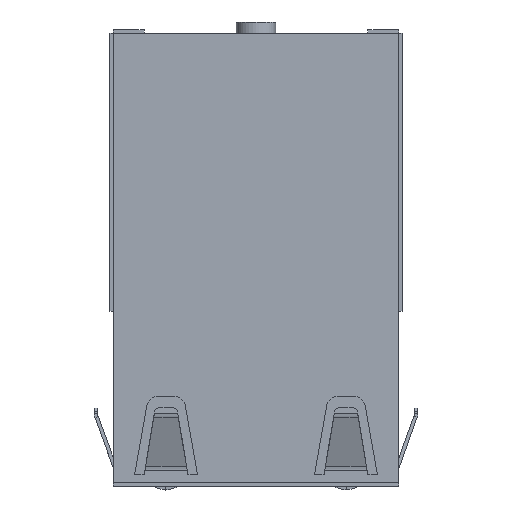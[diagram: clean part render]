
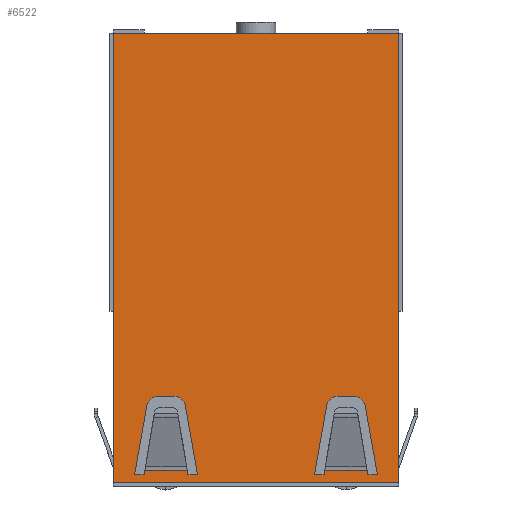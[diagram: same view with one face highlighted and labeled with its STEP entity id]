
A CAD part, top view. The second image highlights one B-rep face of the part: STEP entity #6522.
In plain terms, the highlighted free-form (B-spline) face has degree [1, 1] with [2, 2] control points.
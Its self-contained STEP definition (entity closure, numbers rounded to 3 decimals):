
#5376=CARTESIAN_POINT('',(-3.342,-21.67,7.378));
#5377=VERTEX_POINT('',#5376);
#5378=CARTESIAN_POINT('',(-3.89,-21.67,7.378));
#5379=VERTEX_POINT('',#5378);
#5380=CARTESIAN_POINT('',(-3.342,-21.67,7.378));
#5381=DIRECTION('',(-1.0,0.0,0.0));
#5382=VECTOR('',#5381,0.548);
#5383=LINE('',#5380,#5382);
#5384=EDGE_CURVE('',#5377,#5379,#5383,.T.);
#5416=CARTESIAN_POINT('',(-3.921,-21.42,7.378));
#5417=VERTEX_POINT('',#5416);
#5418=CARTESIAN_POINT('',(-3.89,-21.67,7.378));
#5419=DIRECTION('',(-0.124,0.992,0.0));
#5420=VECTOR('',#5419,0.252);
#5421=LINE('',#5418,#5420);
#5422=EDGE_CURVE('',#5379,#5417,#5421,.T.);
#5447=CARTESIAN_POINT('',(-6.359,-21.42,7.378));
#5448=VERTEX_POINT('',#5447);
#5449=CARTESIAN_POINT('',(-3.921,-21.42,7.378));
#5450=DIRECTION('',(-1.0,0.0,0.0));
#5451=VECTOR('',#5450,2.438);
#5452=LINE('',#5449,#5451);
#5453=EDGE_CURVE('',#5417,#5448,#5452,.T.);
#5478=CARTESIAN_POINT('',(-6.39,-21.67,7.378));
#5479=VERTEX_POINT('',#5478);
#5480=CARTESIAN_POINT('',(-6.359,-21.42,7.378));
#5481=DIRECTION('',(-0.124,-0.992,0.0));
#5482=VECTOR('',#5481,0.252);
#5483=LINE('',#5480,#5482);
#5484=EDGE_CURVE('',#5448,#5479,#5483,.T.);
#5509=CARTESIAN_POINT('',(-6.938,-21.67,7.378));
#5510=VERTEX_POINT('',#5509);
#5511=CARTESIAN_POINT('',(-6.39,-21.67,7.378));
#5512=DIRECTION('',(-1.0,0.0,0.0));
#5513=VECTOR('',#5512,0.548);
#5514=LINE('',#5511,#5513);
#5515=EDGE_CURVE('',#5479,#5510,#5514,.T.);
#5540=CARTESIAN_POINT('',(-6.257,-17.79,7.378));
#5541=VERTEX_POINT('',#5540);
#5542=CARTESIAN_POINT('',(-6.938,-21.67,7.378));
#5543=DIRECTION('',(0.173,0.985,0.0));
#5544=VECTOR('',#5543,3.939);
#5545=LINE('',#5542,#5544);
#5546=EDGE_CURVE('',#5510,#5541,#5545,.T.);
#5571=CARTESIAN_POINT('',(-5.519,-17.17,7.378));
#5572=VERTEX_POINT('',#5571);
#5573=CARTESIAN_POINT('',(-5.519,-17.92,7.378));
#5574=DIRECTION('',(0.0,0.0,-1.0));
#5575=DIRECTION('',(-0.643,0.766,0.0));
#5576=AXIS2_PLACEMENT_3D('',#5573,#5574,#5575);
#5577=CIRCLE('',#5576,0.75);
#5578=EDGE_CURVE('',#5541,#5572,#5577,.T.);
#5604=CARTESIAN_POINT('',(-4.761,-17.17,7.378));
#5605=VERTEX_POINT('',#5604);
#5606=CARTESIAN_POINT('',(-5.519,-17.17,7.378));
#5607=DIRECTION('',(1.0,0.0,0.0));
#5608=VECTOR('',#5607,0.758);
#5609=LINE('',#5606,#5608);
#5610=EDGE_CURVE('',#5572,#5605,#5609,.T.);
#5635=CARTESIAN_POINT('',(-4.023,-17.79,7.378));
#5636=VERTEX_POINT('',#5635);
#5637=CARTESIAN_POINT('',(-4.761,-17.92,7.378));
#5638=DIRECTION('',(0.0,0.0,-1.0));
#5639=DIRECTION('',(0.643,0.766,0.0));
#5640=AXIS2_PLACEMENT_3D('',#5637,#5638,#5639);
#5641=CIRCLE('',#5640,0.75);
#5642=EDGE_CURVE('',#5605,#5636,#5641,.T.);
#5668=CARTESIAN_POINT('',(-4.023,-17.79,7.378));
#5669=DIRECTION('',(0.173,-0.985,0.0));
#5670=VECTOR('',#5669,3.939);
#5671=LINE('',#5668,#5670);
#5672=EDGE_CURVE('',#5636,#5377,#5671,.T.);
#5690=CARTESIAN_POINT('',(6.938,-21.67,7.378));
#5691=VERTEX_POINT('',#5690);
#5692=CARTESIAN_POINT('',(6.39,-21.67,7.378));
#5693=VERTEX_POINT('',#5692);
#5694=CARTESIAN_POINT('',(6.938,-21.67,7.378));
#5695=DIRECTION('',(-1.0,0.0,0.0));
#5696=VECTOR('',#5695,0.548);
#5697=LINE('',#5694,#5696);
#5698=EDGE_CURVE('',#5691,#5693,#5697,.T.);
#5730=CARTESIAN_POINT('',(6.359,-21.42,7.378));
#5731=VERTEX_POINT('',#5730);
#5732=CARTESIAN_POINT('',(6.39,-21.67,7.378));
#5733=DIRECTION('',(-0.124,0.992,0.0));
#5734=VECTOR('',#5733,0.252);
#5735=LINE('',#5732,#5734);
#5736=EDGE_CURVE('',#5693,#5731,#5735,.T.);
#5761=CARTESIAN_POINT('',(3.921,-21.42,7.378));
#5762=VERTEX_POINT('',#5761);
#5763=CARTESIAN_POINT('',(6.359,-21.42,7.378));
#5764=DIRECTION('',(-1.0,0.0,0.0));
#5765=VECTOR('',#5764,2.438);
#5766=LINE('',#5763,#5765);
#5767=EDGE_CURVE('',#5731,#5762,#5766,.T.);
#5792=CARTESIAN_POINT('',(3.89,-21.67,7.378));
#5793=VERTEX_POINT('',#5792);
#5794=CARTESIAN_POINT('',(3.921,-21.42,7.378));
#5795=DIRECTION('',(-0.124,-0.992,0.0));
#5796=VECTOR('',#5795,0.252);
#5797=LINE('',#5794,#5796);
#5798=EDGE_CURVE('',#5762,#5793,#5797,.T.);
#5823=CARTESIAN_POINT('',(3.342,-21.67,7.378));
#5824=VERTEX_POINT('',#5823);
#5825=CARTESIAN_POINT('',(3.89,-21.67,7.378));
#5826=DIRECTION('',(-1.0,0.0,0.0));
#5827=VECTOR('',#5826,0.548);
#5828=LINE('',#5825,#5827);
#5829=EDGE_CURVE('',#5793,#5824,#5828,.T.);
#5854=CARTESIAN_POINT('',(4.023,-17.79,7.378));
#5855=VERTEX_POINT('',#5854);
#5856=CARTESIAN_POINT('',(3.342,-21.67,7.378));
#5857=DIRECTION('',(0.173,0.985,0.0));
#5858=VECTOR('',#5857,3.939);
#5859=LINE('',#5856,#5858);
#5860=EDGE_CURVE('',#5824,#5855,#5859,.T.);
#5885=CARTESIAN_POINT('',(4.761,-17.17,7.378));
#5886=VERTEX_POINT('',#5885);
#5887=CARTESIAN_POINT('',(4.761,-17.92,7.378));
#5888=DIRECTION('',(0.0,0.0,-1.0));
#5889=DIRECTION('',(-0.643,0.766,0.0));
#5890=AXIS2_PLACEMENT_3D('',#5887,#5888,#5889);
#5891=CIRCLE('',#5890,0.75);
#5892=EDGE_CURVE('',#5855,#5886,#5891,.T.);
#5918=CARTESIAN_POINT('',(5.519,-17.17,7.378));
#5919=VERTEX_POINT('',#5918);
#5920=CARTESIAN_POINT('',(4.761,-17.17,7.378));
#5921=DIRECTION('',(1.0,0.0,0.0));
#5922=VECTOR('',#5921,0.758);
#5923=LINE('',#5920,#5922);
#5924=EDGE_CURVE('',#5886,#5919,#5923,.T.);
#5949=CARTESIAN_POINT('',(6.257,-17.79,7.378));
#5950=VERTEX_POINT('',#5949);
#5951=CARTESIAN_POINT('',(5.519,-17.92,7.378));
#5952=DIRECTION('',(0.0,0.0,-1.0));
#5953=DIRECTION('',(0.643,0.766,0.0));
#5954=AXIS2_PLACEMENT_3D('',#5951,#5952,#5953);
#5955=CIRCLE('',#5954,0.75);
#5956=EDGE_CURVE('',#5919,#5950,#5955,.T.);
#5982=CARTESIAN_POINT('',(6.257,-17.79,7.378));
#5983=DIRECTION('',(0.173,-0.985,0.0));
#5984=VECTOR('',#5983,3.939);
#5985=LINE('',#5982,#5984);
#5986=EDGE_CURVE('',#5950,#5691,#5985,.T.);
#6395=CARTESIAN_POINT('',(8.145,-22.12,7.378));
#6396=VERTEX_POINT('',#6395);
#6403=CARTESIAN_POINT('',(-8.145,-22.12,7.378));
#6404=VERTEX_POINT('',#6403);
#6405=CARTESIAN_POINT('',(8.145,-22.12,7.378));
#6406=DIRECTION('',(-1.0,0.0,0.0));
#6407=VECTOR('',#6406,16.29);
#6408=LINE('',#6405,#6407);
#6409=EDGE_CURVE('',#6396,#6404,#6408,.T.);
#6468=CARTESIAN_POINT('',(8.145,-22.12,7.378));
#6469=CARTESIAN_POINT('',(-8.145,-22.12,7.378));
#6470=CARTESIAN_POINT('',(8.145,3.58,7.378));
#6471=CARTESIAN_POINT('',(-8.145,3.58,7.378));
#6472=B_SPLINE_SURFACE_WITH_KNOTS('',1,1,((#6468,#6470),(#6469,#6471)),.UNSPECIFIED.,.F.,.F.,.U.,(2,2),(2,2),(0.0,16.29),(0.0,25.7),.UNSPECIFIED.);
#6473=ORIENTED_EDGE('',*,*,#6409,.F.);
#6474=CARTESIAN_POINT('',(8.145,3.58,7.378));
#6475=VERTEX_POINT('',#6474);
#6476=CARTESIAN_POINT('',(8.145,3.58,7.378));
#6477=DIRECTION('',(0.0,-1.0,0.0));
#6478=VECTOR('',#6477,25.7);
#6479=LINE('',#6476,#6478);
#6480=EDGE_CURVE('',#6475,#6396,#6479,.T.);
#6481=ORIENTED_EDGE('',*,*,#6480,.F.);
#6482=CARTESIAN_POINT('',(-8.145,3.58,7.378));
#6483=VERTEX_POINT('',#6482);
#6484=CARTESIAN_POINT('',(-8.145,3.58,7.378));
#6485=DIRECTION('',(1.0,0.0,0.0));
#6486=VECTOR('',#6485,16.29);
#6487=LINE('',#6484,#6486);
#6488=EDGE_CURVE('',#6483,#6475,#6487,.T.);
#6489=ORIENTED_EDGE('',*,*,#6488,.F.);
#6490=CARTESIAN_POINT('',(-8.145,-22.12,7.378));
#6491=DIRECTION('',(0.0,1.0,0.0));
#6492=VECTOR('',#6491,25.7);
#6493=LINE('',#6490,#6492);
#6494=EDGE_CURVE('',#6404,#6483,#6493,.T.);
#6495=ORIENTED_EDGE('',*,*,#6494,.F.);
#6496=EDGE_LOOP('',(#6473,#6481,#6489,#6495));
#6497=FACE_OUTER_BOUND('',#6496,.T.);
#6498=ORIENTED_EDGE('',*,*,#5384,.T.);
#6499=ORIENTED_EDGE('',*,*,#5422,.T.);
#6500=ORIENTED_EDGE('',*,*,#5453,.T.);
#6501=ORIENTED_EDGE('',*,*,#5484,.T.);
#6502=ORIENTED_EDGE('',*,*,#5515,.T.);
#6503=ORIENTED_EDGE('',*,*,#5546,.T.);
#6504=ORIENTED_EDGE('',*,*,#5578,.T.);
#6505=ORIENTED_EDGE('',*,*,#5610,.T.);
#6506=ORIENTED_EDGE('',*,*,#5642,.T.);
#6507=ORIENTED_EDGE('',*,*,#5672,.T.);
#6508=EDGE_LOOP('',(#6498,#6499,#6500,#6501,#6502,#6503,#6504,#6505,#6506,#6507));
#6509=FACE_BOUND('',#6508,.T.);
#6510=ORIENTED_EDGE('',*,*,#5698,.T.);
#6511=ORIENTED_EDGE('',*,*,#5736,.T.);
#6512=ORIENTED_EDGE('',*,*,#5767,.T.);
#6513=ORIENTED_EDGE('',*,*,#5798,.T.);
#6514=ORIENTED_EDGE('',*,*,#5829,.T.);
#6515=ORIENTED_EDGE('',*,*,#5860,.T.);
#6516=ORIENTED_EDGE('',*,*,#5892,.T.);
#6517=ORIENTED_EDGE('',*,*,#5924,.T.);
#6518=ORIENTED_EDGE('',*,*,#5956,.T.);
#6519=ORIENTED_EDGE('',*,*,#5986,.T.);
#6520=EDGE_LOOP('',(#6510,#6511,#6512,#6513,#6514,#6515,#6516,#6517,#6518,#6519));
#6521=FACE_BOUND('',#6520,.T.);
#6522=ADVANCED_FACE('',(#6497,#6509,#6521),#6472,.F.);
